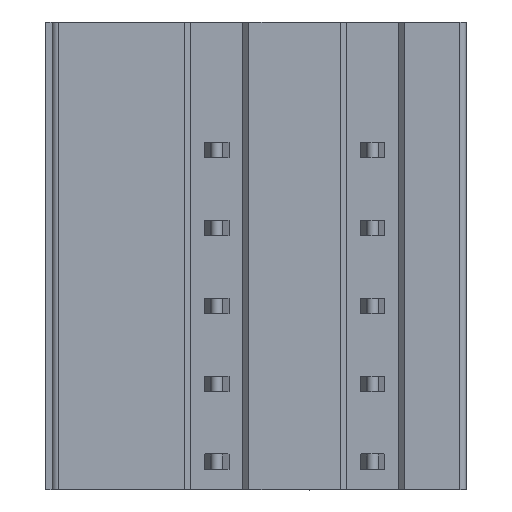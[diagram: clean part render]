
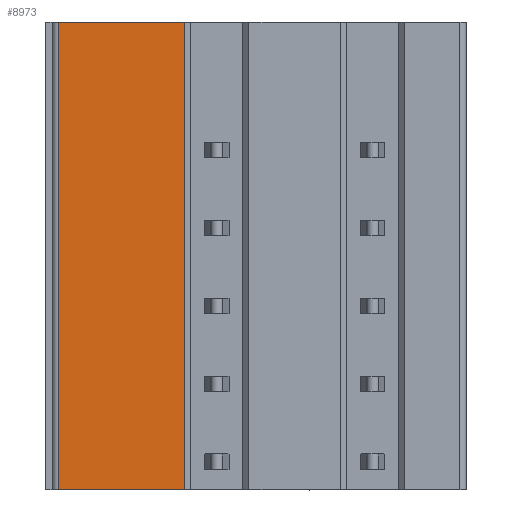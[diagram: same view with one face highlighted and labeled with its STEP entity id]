
A CAD part, top view. The second image highlights one B-rep face of the part: STEP entity #8973.
In plain terms, the highlighted planar face has unit normal (0, 0, 1).
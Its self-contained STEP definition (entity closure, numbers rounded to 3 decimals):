
#461=DIRECTION('',(1.,0.,0.));
#462=VECTOR('',#461,4.12);
#463=CARTESIAN_POINT('',(-13.3,-10.16,0.));
#464=LINE('',#463,#462);
#1940=DIRECTION('',(0.,1.,0.));
#1941=VECTOR('',#1940,15.24);
#1942=CARTESIAN_POINT('',(-13.3,-10.16,0.));
#1943=LINE('',#1942,#1941);
#1948=DIRECTION('',(0.,1.,0.));
#1949=VECTOR('',#1948,15.24);
#1950=CARTESIAN_POINT('',(-9.18,-10.16,0.));
#1951=LINE('',#1950,#1949);
#2031=DIRECTION('',(1.,0.,0.));
#2032=VECTOR('',#2031,4.12);
#2033=CARTESIAN_POINT('',(-13.3,5.08,0.));
#2034=LINE('',#2033,#2032);
#5102=CARTESIAN_POINT('',(-13.3,5.08,0.));
#5103=VERTEX_POINT('',#5102);
#5196=CARTESIAN_POINT('',(-9.18,5.08,0.));
#5197=VERTEX_POINT('',#5196);
#5782=CARTESIAN_POINT('',(-13.3,-10.16,0.));
#5783=VERTEX_POINT('',#5782);
#5826=CARTESIAN_POINT('',(-9.18,-10.16,0.));
#5827=VERTEX_POINT('',#5826);
#8959=CARTESIAN_POINT('',(-13.3,0.,0.));
#8960=DIRECTION('',(0.,0.,1.));
#8961=DIRECTION('',(1.,0.,0.));
#8962=AXIS2_PLACEMENT_3D('',#8959,#8960,#8961);
#8963=PLANE('',#8962);
#8965=ORIENTED_EDGE('',*,*,#8964,.F.);
#8966=ORIENTED_EDGE('',*,*,#6413,.F.);
#8968=ORIENTED_EDGE('',*,*,#8967,.T.);
#8970=ORIENTED_EDGE('',*,*,#8969,.T.);
#8971=EDGE_LOOP('',(#8965,#8966,#8968,#8970));
#8972=FACE_OUTER_BOUND('',#8971,.F.);
#6413=EDGE_CURVE('',#5783,#5827,#464,.T.);
#8964=EDGE_CURVE('',#5827,#5197,#1951,.T.);
#8967=EDGE_CURVE('',#5783,#5103,#1943,.T.);
#8969=EDGE_CURVE('',#5103,#5197,#2034,.T.);
#8973=ADVANCED_FACE('',(#8972),#8963,.T.);
